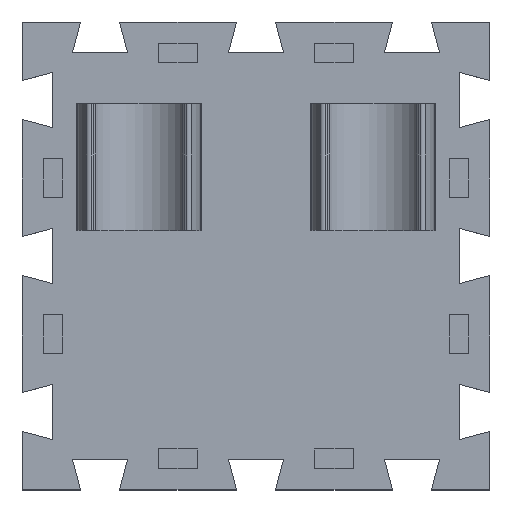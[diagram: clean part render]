
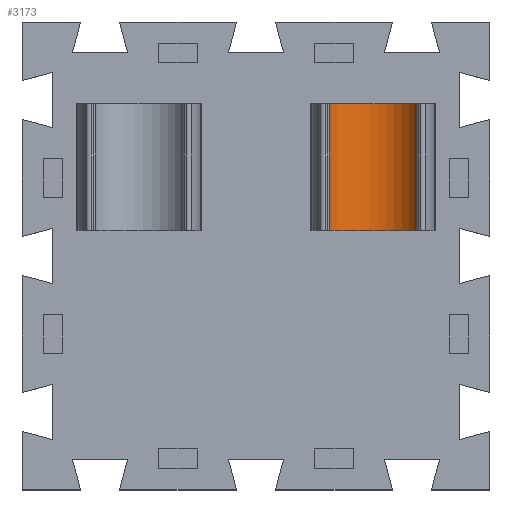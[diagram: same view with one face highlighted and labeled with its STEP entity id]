
A CAD part, top view. The second image highlights one B-rep face of the part: STEP entity #3173.
In plain terms, the highlighted cylindrical face has radius 13.25 mm (diameter 26.5 mm), a partial arc.
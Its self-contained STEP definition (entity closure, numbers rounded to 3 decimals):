
#26=CIRCLE('',#3378,13.25);
#29=CIRCLE('',#3383,13.25);
#56=CYLINDRICAL_SURFACE('',#3382,13.25);
#237=FACE_OUTER_BOUND('',#407,.T.);
#407=EDGE_LOOP('',(#2731,#2732,#2733,#2734));
#801=LINE('',#5040,#1209);
#802=LINE('',#5044,#1210);
#1209=VECTOR('',#4113,10.);
#1210=VECTOR('',#4118,10.);
#1506=VERTEX_POINT('',#5033);
#1507=VERTEX_POINT('',#5035);
#1508=VERTEX_POINT('',#5039);
#1509=VERTEX_POINT('',#5043);
#1924=EDGE_CURVE('',#1506,#1507,#26,.T.);
#1926=EDGE_CURVE('',#1507,#1508,#801,.T.);
#1928=EDGE_CURVE('',#1509,#1506,#802,.T.);
#1929=EDGE_CURVE('',#1509,#1508,#29,.T.);
#2731=ORIENTED_EDGE('',*,*,#1926,.F.);
#2732=ORIENTED_EDGE('',*,*,#1924,.F.);
#2733=ORIENTED_EDGE('',*,*,#1928,.F.);
#2734=ORIENTED_EDGE('',*,*,#1929,.T.);
#3173=ADVANCED_FACE('',(#237),#56,.F.);
#3378=AXIS2_PLACEMENT_3D('',#5036,#4107,#4108);
#3382=AXIS2_PLACEMENT_3D('',#5042,#4116,#4117);
#3383=AXIS2_PLACEMENT_3D('',#5045,#4119,#4120);
#4107=DIRECTION('center_axis',(0.,1.,0.));
#4108=DIRECTION('ref_axis',(1.,0.,0.));
#4113=DIRECTION('',(0.,1.,0.));
#4116=DIRECTION('center_axis',(0.,-1.,0.));
#4117=DIRECTION('ref_axis',(0.,0.,-1.));
#4118=DIRECTION('',(0.,-1.,0.));
#4119=DIRECTION('center_axis',(0.,1.,0.));
#4120=DIRECTION('ref_axis',(1.,0.,0.));
#5033=CARTESIAN_POINT('',(41.36,6.5,30.519));
#5035=CARTESIAN_POINT('',(18.64,6.5,30.519));
#5036=CARTESIAN_POINT('Origin',(30.,6.5,23.7));
#5039=CARTESIAN_POINT('',(18.64,39.,30.519));
#5040=CARTESIAN_POINT('',(18.64,39.,30.519));
#5042=CARTESIAN_POINT('Origin',(30.,39.,23.7));
#5043=CARTESIAN_POINT('',(41.36,39.,30.519));
#5044=CARTESIAN_POINT('',(41.36,39.,30.519));
#5045=CARTESIAN_POINT('Origin',(30.,39.,23.7));
